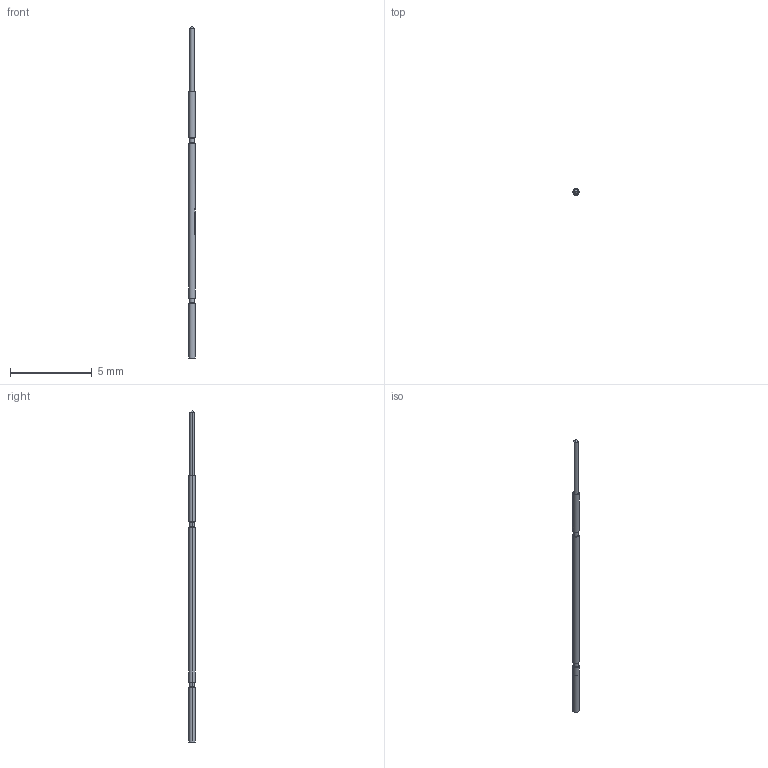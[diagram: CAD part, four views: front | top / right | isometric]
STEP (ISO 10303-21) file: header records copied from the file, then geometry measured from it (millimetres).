
FILE_DESCRIPTION (( 'STEP AP203' ), '1' );
FILE_NAME ('MOD-F23901B027Lxxx.step', '2015-07-09T11:09:19', ( 'firstrun' ), ( 'Hewlett-Packard Company' ), 'SwSTEP 2.0', 'SolidWorks 2012', '' );
FILE_SCHEMA (( 'CONFIG_CONTROL_DESIGN' ));
Length unit declared in the file: millimetre
Products named in the file (1): MOD-F23901B027Lxxx
Bounding box: 0.38 x 0.38 x 20.3 mm (x, y, z)
Volume: 1.9 mm3; surface area: 25.7 mm2
Topology: 1 solids, 1 shells, 185 faces, 523 edges, 340 vertices
Faces by surface type: plane 63, bspline 62, cylinder 48, cone 12
Entity records: 6858 total; most frequent: CARTESIAN_POINT 2565, ORIENTED_EDGE 1038, DIRECTION 644, EDGE_CURVE 519, VERTEX_POINT 340, AXIS2_PLACEMENT_3D 240, B_SPLINE_CURVE_WITH_KNOTS 239, EDGE_LOOP 189
